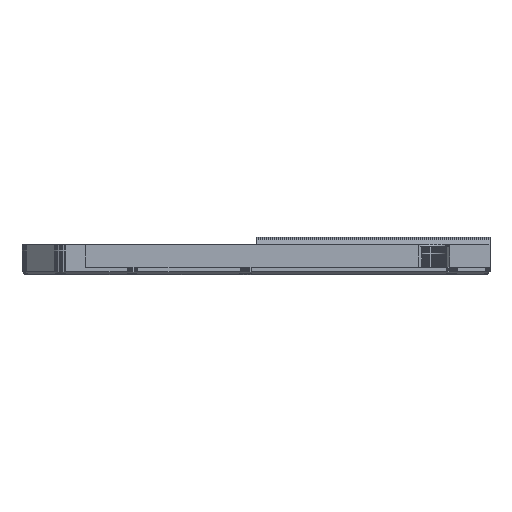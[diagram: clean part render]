
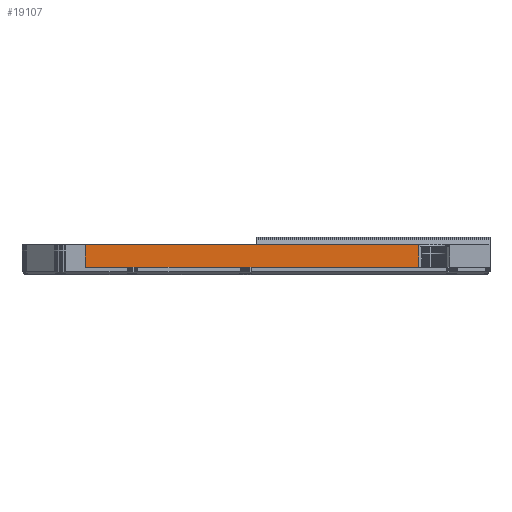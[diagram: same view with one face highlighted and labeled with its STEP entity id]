
A CAD part, left-side view. The second image highlights one B-rep face of the part: STEP entity #19107.
In plain terms, the highlighted planar face has unit normal (-1, 0, 0).
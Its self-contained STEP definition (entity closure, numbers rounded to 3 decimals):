
#18475 = VERTEX_POINT('',#18476);
#18476 = CARTESIAN_POINT('',(134.324,143.403,1.));
#18482 = EDGE_CURVE('',#18483,#18475,#18485,.T.);
#18483 = VERTEX_POINT('',#18484);
#18484 = CARTESIAN_POINT('',(134.324,188.303,1.));
#18485 = LINE('',#18486,#18487);
#18486 = CARTESIAN_POINT('',(134.324,188.303,1.));
#18487 = VECTOR('',#18488,1.);
#18488 = DIRECTION('',(0.,-1.,0.));
#19107 = ADVANCED_FACE('',(#19108),#19133,.T.);
#19108 = FACE_BOUND('',#19109,.T.);
#19109 = EDGE_LOOP('',(#19110,#19120,#19126,#19127));
#19110 = ORIENTED_EDGE('',*,*,#19111,.F.);
#19111 = EDGE_CURVE('',#19112,#19114,#19116,.T.);
#19112 = VERTEX_POINT('',#19113);
#19113 = CARTESIAN_POINT('',(134.324,188.303,4.));
#19114 = VERTEX_POINT('',#19115);
#19115 = CARTESIAN_POINT('',(134.324,143.403,4.));
#19116 = LINE('',#19117,#19118);
#19117 = CARTESIAN_POINT('',(134.324,188.303,4.));
#19118 = VECTOR('',#19119,1.);
#19119 = DIRECTION('',(0.,-1.,0.));
#19120 = ORIENTED_EDGE('',*,*,#19121,.T.);
#19121 = EDGE_CURVE('',#19112,#18483,#19122,.T.);
#19122 = LINE('',#19123,#19124);
#19123 = CARTESIAN_POINT('',(134.324,188.303,4.));
#19124 = VECTOR('',#19125,1.);
#19125 = DIRECTION('',(0.,0.,-1.));
#19126 = ORIENTED_EDGE('',*,*,#18482,.T.);
#19127 = ORIENTED_EDGE('',*,*,#19128,.T.);
#19128 = EDGE_CURVE('',#18475,#19114,#19129,.T.);
#19129 = LINE('',#19130,#19131);
#19130 = CARTESIAN_POINT('',(134.324,143.403,1.));
#19131 = VECTOR('',#19132,1.);
#19132 = DIRECTION('',(0.,0.,1.));
#19133 = PLANE('',#19134);
#19134 = AXIS2_PLACEMENT_3D('',#19135,#19136,#19137);
#19135 = CARTESIAN_POINT('',(134.324,165.853,2.5));
#19136 = DIRECTION('',(-1.,-0.,-0.));
#19137 = DIRECTION('',(0.,0.,-1.));
